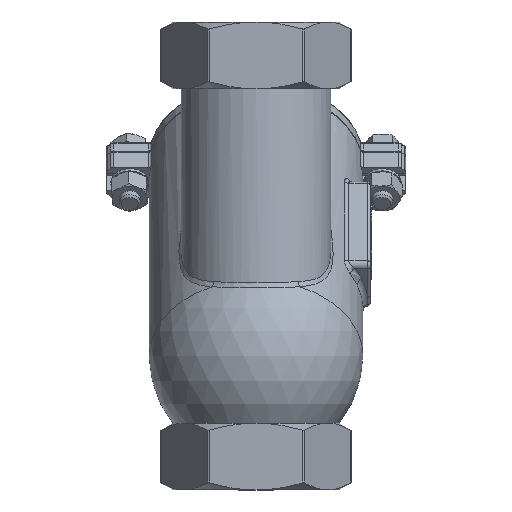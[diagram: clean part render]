
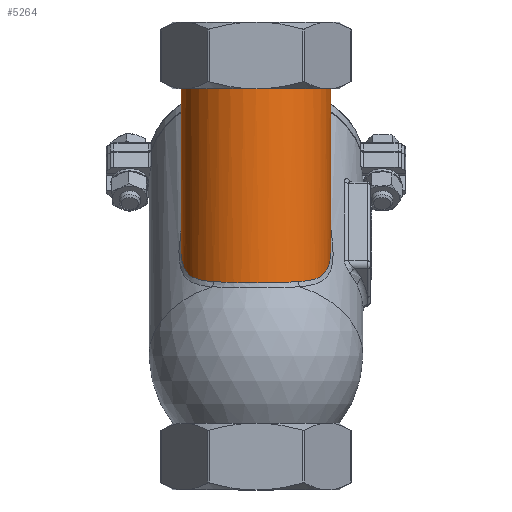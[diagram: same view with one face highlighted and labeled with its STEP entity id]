
A CAD part, front view. The second image highlights one B-rep face of the part: STEP entity #5264.
In plain terms, the highlighted cylindrical face has radius 28 mm (diameter 56 mm), a full revolution.
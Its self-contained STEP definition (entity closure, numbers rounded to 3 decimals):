
#457=B_SPLINE_CURVE_WITH_KNOTS('',3,(#9036,#9037,#9038,#9039,#9040,#9041),
 .UNSPECIFIED.,.F.,.F.,(4,1,1,4),(-3.737,-2.669,-1.602,
0.),.UNSPECIFIED.);
#459=B_SPLINE_CURVE_WITH_KNOTS('',3,(#9239,#9240,#9241,#9242,#9243,#9244,
#9245,#9246,#9247,#9248,#9249,#9250,#9251,#9252,#9253,#9254,#9255,#9256,
#9257,#9258,#9259,#9260,#9261),.UNSPECIFIED.,.F.,.F.,(4,1,1,1,1,1,1,1,1,
1,1,1,1,1,1,1,1,1,1,1,4),(-20.94,-20.192,-19.444,
-18.696,-17.949,-16.453,-14.957,-13.461,
-12.714,-11.966,-11.467,-10.969,
-10.47,-9.971,-9.473,-8.974,
-7.977,-6.98,-5.983,-4.487,
-3.331),.UNSPECIFIED.);
#460=B_SPLINE_CURVE_WITH_KNOTS('',3,(#9262,#9263,#9264,#9265,#9266,#9267,
#9268,#9269),.UNSPECIFIED.,.F.,.F.,(4,1,1,1,1,4),(-3.331,-2.991,
-2.244,-1.496,-0.748,0.),.UNSPECIFIED.);
#633=FACE_OUTER_BOUND('',#949,.T.);
#949=EDGE_LOOP('',(#4015,#4016,#4017,#4018,#4019,#4020));
#1320=LINE('',#9307,#1672);
#1672=VECTOR('',#6771,28.);
#1990=CIRCLE('',#5825,28.);
#2361=VERTEX_POINT('',#9033);
#2362=VERTEX_POINT('',#9035);
#2363=VERTEX_POINT('',#9238);
#2369=VERTEX_POINT('',#9306);
#2972=EDGE_CURVE('',#2361,#2362,#457,.T.);
#2975=EDGE_CURVE('',#2362,#2363,#459,.T.);
#2976=EDGE_CURVE('',#2363,#2361,#460,.T.);
#2984=EDGE_CURVE('',#2363,#2369,#1320,.T.);
#2985=EDGE_CURVE('',#2369,#2369,#1990,.T.);
#4015=ORIENTED_EDGE('',*,*,#2972,.F.);
#4016=ORIENTED_EDGE('',*,*,#2976,.F.);
#4017=ORIENTED_EDGE('',*,*,#2984,.T.);
#4018=ORIENTED_EDGE('',*,*,#2985,.T.);
#4019=ORIENTED_EDGE('',*,*,#2984,.F.);
#4020=ORIENTED_EDGE('',*,*,#2975,.F.);
#4864=CYLINDRICAL_SURFACE('',#5824,28.);
#5264=ADVANCED_FACE('',(#633),#4864,.T.);
#5824=AXIS2_PLACEMENT_3D('',#9305,#6769,#6770);
#5825=AXIS2_PLACEMENT_3D('',#9308,#6772,#6773);
#6769=DIRECTION('center_axis',(0.,0.,1.));
#6770=DIRECTION('ref_axis',(1.,0.,0.));
#6771=DIRECTION('',(0.,0.,-1.));
#6772=DIRECTION('center_axis',(0.,0.,1.));
#6773=DIRECTION('ref_axis',(1.,0.,0.));
#9033=CARTESIAN_POINT('',(-15.87,-23.069,9.575));
#9035=CARTESIAN_POINT('',(15.87,-23.069,9.575));
#9036=CARTESIAN_POINT('Ctrl Pts',(-15.87,-23.069,9.575));
#9037=CARTESIAN_POINT('Ctrl Pts',(-13.224,-24.889,9.736));
#9038=CARTESIAN_POINT('Ctrl Pts',(-7.299,-27.608,9.979));
#9039=CARTESIAN_POINT('Ctrl Pts',(4.085,-28.601,10.068));
#9040=CARTESIAN_POINT('Ctrl Pts',(11.901,-25.799,9.816));
#9041=CARTESIAN_POINT('Ctrl Pts',(15.87,-23.069,9.575));
#9238=CARTESIAN_POINT('',(-28.001,0.,-2.603));
#9239=CARTESIAN_POINT('Ctrl Pts',(15.87,-23.069,9.575));
#9240=CARTESIAN_POINT('Ctrl Pts',(17.723,-21.794,9.463));
#9241=CARTESIAN_POINT('Ctrl Pts',(21.118,-18.798,9.082));
#9242=CARTESIAN_POINT('Ctrl Pts',(24.917,-13.309,7.492));
#9243=CARTESIAN_POINT('Ctrl Pts',(27.192,-7.507,4.387));
#9244=CARTESIAN_POINT('Ctrl Pts',(28.349,-0.33,-1.655));
#9245=CARTESIAN_POINT('Ctrl Pts',(27.498,7.007,-11.234));
#9246=CARTESIAN_POINT('Ctrl Pts',(24.542,14.176,-23.5));
#9247=CARTESIAN_POINT('Ctrl Pts',(20.556,19.36,-33.715));
#9248=CARTESIAN_POINT('Ctrl Pts',(16.131,23.036,-41.406));
#9249=CARTESIAN_POINT('Ctrl Pts',(12.439,25.211,-46.103));
#9250=CARTESIAN_POINT('Ctrl Pts',(8.479,26.778,-49.551));
#9251=CARTESIAN_POINT('Ctrl Pts',(4.495,27.75,-51.712));
#9252=CARTESIAN_POINT('Ctrl Pts',(-0.002,28.127,
-52.557));
#9253=CARTESIAN_POINT('Ctrl Pts',(-4.501,27.749,-51.71));
#9254=CARTESIAN_POINT('Ctrl Pts',(-8.483,26.777,-49.549));
#9255=CARTESIAN_POINT('Ctrl Pts',(-13.008,24.984,-45.603));
#9256=CARTESIAN_POINT('Ctrl Pts',(-17.414,22.177,-39.562));
#9257=CARTESIAN_POINT('Ctrl Pts',(-21.381,18.337,-31.666));
#9258=CARTESIAN_POINT('Ctrl Pts',(-24.875,13.38,-22.137));
#9259=CARTESIAN_POINT('Ctrl Pts',(-27.272,7.55,-12.164));
#9260=CARTESIAN_POINT('Ctrl Pts',(-28.007,2.458,-5.32));
#9261=CARTESIAN_POINT('Ctrl Pts',(-28.001,0.,
-2.603));
#9262=CARTESIAN_POINT('Ctrl Pts',(-28.001,0.,
-2.603));
#9263=CARTESIAN_POINT('Ctrl Pts',(-27.999,-0.723,
-1.804));
#9264=CARTESIAN_POINT('Ctrl Pts',(-27.902,-3.102,0.679));
#9265=CARTESIAN_POINT('Ctrl Pts',(-27.191,-7.507,4.387));
#9266=CARTESIAN_POINT('Ctrl Pts',(-24.918,-13.308,7.491));
#9267=CARTESIAN_POINT('Ctrl Pts',(-21.117,-18.798,9.082));
#9268=CARTESIAN_POINT('Ctrl Pts',(-17.723,-21.794,9.463));
#9269=CARTESIAN_POINT('Ctrl Pts',(-15.87,-23.069,9.575));
#9305=CARTESIAN_POINT('Origin',(0.,0.,0.));
#9306=CARTESIAN_POINT('',(-28.,0.,-62.5));
#9307=CARTESIAN_POINT('',(-28.,0.,0.));
#9308=CARTESIAN_POINT('Origin',(0.,0.,-62.5));
